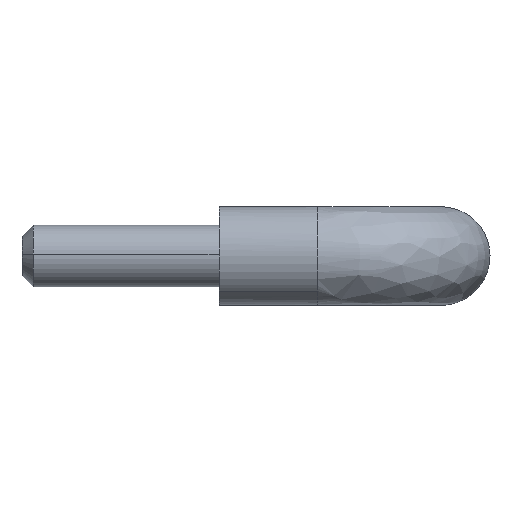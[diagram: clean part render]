
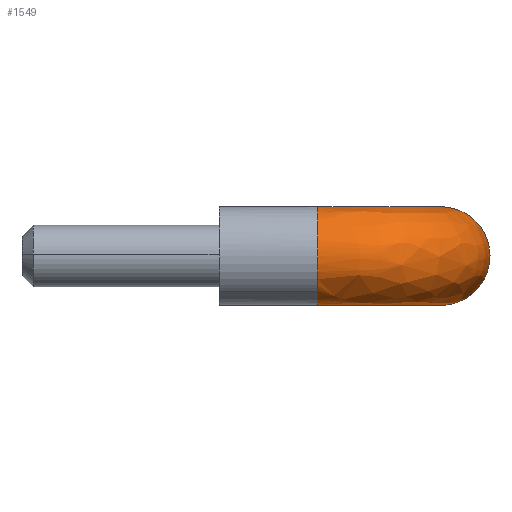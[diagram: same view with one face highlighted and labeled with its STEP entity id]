
A CAD part, left-side view. The second image highlights one B-rep face of the part: STEP entity #1549.
In plain terms, the highlighted free-form (B-spline) face has degree [2, 2] with [3, 9] control points.
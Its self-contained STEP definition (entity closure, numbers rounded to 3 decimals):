
#981=CARTESIAN_POINT('',(10.,-18.05,4.));
#982=VERTEX_POINT('',#981);
#998=CARTESIAN_POINT('',(10.0,-22.0,0.0));
#999=VERTEX_POINT('',#998);
#1000=CARTESIAN_POINT('',(10.,-18.05,4.));
#1001=CARTESIAN_POINT('',(10.0,-22.0,3.95));
#1002=CARTESIAN_POINT('',(10.0,-22.0,0.0));
#1010=(BOUNDED_CURVE()B_SPLINE_CURVE(2,(#1000,#1001,#1002),.UNSPECIFIED.,.F.,.U.)B_SPLINE_CURVE_WITH_KNOTS((3,3),(0.752,1.0),.UNSPECIFIED.)CURVE()GEOMETRIC_REPRESENTATION_ITEM()RATIONAL_B_SPLINE_CURVE((0.995,0.71,1.0))REPRESENTATION_ITEM(''));
#1011=EDGE_CURVE('',#982,#999,#1010,.T.);
#1013=CARTESIAN_POINT('',(10.0,-20.901,-2.753));
#1014=VERTEX_POINT('',#1013);
#1015=CARTESIAN_POINT('',(10.0,-22.0,0.0));
#1016=CARTESIAN_POINT('',(10.,-22.0,-1.596));
#1017=CARTESIAN_POINT('',(10.0,-20.901,-2.753));
#1025=(BOUNDED_CURVE()B_SPLINE_CURVE(2,(#1015,#1016,#1017),.UNSPECIFIED.,.F.,.U.)B_SPLINE_CURVE_WITH_KNOTS((3,3),(0.0,0.121),.UNSPECIFIED.)CURVE()GEOMETRIC_REPRESENTATION_ITEM()RATIONAL_B_SPLINE_CURVE((1.0,0.858,0.854))REPRESENTATION_ITEM(''));
#1026=EDGE_CURVE('',#999,#1014,#1025,.T.);
#1132=CARTESIAN_POINT('',(10.,-17.721,-3.99));
#1133=VERTEX_POINT('',#1132);
#1134=CARTESIAN_POINT('',(10.0,-20.901,-2.753));
#1135=CARTESIAN_POINT('',(10.0,-19.719,-4.));
#1136=CARTESIAN_POINT('',(10.0,-18.0,-4.0));
#1137=CARTESIAN_POINT('',(10.0,-17.86,-4.));
#1138=CARTESIAN_POINT('',(10.,-17.721,-3.99));
#1146=(BOUNDED_CURVE()B_SPLINE_CURVE(2,(#1134,#1135,#1136,#1137,#1138),.UNSPECIFIED.,.F.,.U.)B_SPLINE_CURVE_WITH_KNOTS((3,2,3),(0.121,0.25,0.262),.UNSPECIFIED.)CURVE()GEOMETRIC_REPRESENTATION_ITEM()RATIONAL_B_SPLINE_CURVE((0.854,0.849,1.0,0.986,0.973))REPRESENTATION_ITEM(''));
#1147=EDGE_CURVE('',#1014,#1133,#1146,.T.);
#1186=CARTESIAN_POINT('',(-0.05,-8.,4.));
#1187=VERTEX_POINT('',#1186);
#1242=CARTESIAN_POINT('',(-2.804,-8.,-2.853));
#1243=VERTEX_POINT('',#1242);
#1249=CARTESIAN_POINT('',(-4.,-8.0,0.0));
#1250=VERTEX_POINT('',#1249);
#1251=CARTESIAN_POINT('',(-4.,-8.0,0.0));
#1252=CARTESIAN_POINT('',(-4.,-8.,-1.677));
#1253=CARTESIAN_POINT('',(-2.804,-8.,-2.853));
#1261=(BOUNDED_CURVE()B_SPLINE_CURVE(2,(#1251,#1252,#1253),.UNSPECIFIED.,.F.,.U.)B_SPLINE_CURVE_WITH_KNOTS((3,3),(0.0,0.126),.UNSPECIFIED.)CURVE()GEOMETRIC_REPRESENTATION_ITEM()RATIONAL_B_SPLINE_CURVE((1.0,0.852,0.854))REPRESENTATION_ITEM(''));
#1262=EDGE_CURVE('',#1250,#1243,#1261,.T.);
#1264=CARTESIAN_POINT('',(-0.05,-8.,4.));
#1265=CARTESIAN_POINT('',(-4.0,-8.0,3.95));
#1266=CARTESIAN_POINT('',(-4.,-8.0,0.0));
#1274=(BOUNDED_CURVE()B_SPLINE_CURVE(2,(#1264,#1265,#1266),.UNSPECIFIED.,.F.,.U.)B_SPLINE_CURVE_WITH_KNOTS((3,3),(0.752,1.0),.UNSPECIFIED.)CURVE()GEOMETRIC_REPRESENTATION_ITEM()RATIONAL_B_SPLINE_CURVE((0.995,0.71,1.0))REPRESENTATION_ITEM(''));
#1275=EDGE_CURVE('',#1187,#1250,#1274,.T.);
#1317=CARTESIAN_POINT('',(0.279,-8.,-3.99));
#1318=VERTEX_POINT('',#1317);
#1332=CARTESIAN_POINT('',(-2.804,-8.,-2.853));
#1333=CARTESIAN_POINT('',(-1.636,-8.,-4.));
#1334=CARTESIAN_POINT('',(0.,-8.,-4.));
#1335=CARTESIAN_POINT('',(0.14,-8.,-4.));
#1336=CARTESIAN_POINT('',(0.279,-8.,-3.99));
#1344=(BOUNDED_CURVE()B_SPLINE_CURVE(2,(#1332,#1333,#1334,#1335,#1336),.UNSPECIFIED.,.F.,.U.)B_SPLINE_CURVE_WITH_KNOTS((3,2,3),(0.126,0.25,0.262),.UNSPECIFIED.)CURVE()GEOMETRIC_REPRESENTATION_ITEM()RATIONAL_B_SPLINE_CURVE((0.854,0.855,1.0,0.986,0.973))REPRESENTATION_ITEM(''));
#1345=EDGE_CURVE('',#1243,#1318,#1344,.T.);
#1480=CARTESIAN_POINT('',(0.363,-7.328,-3.986));
#1481=CARTESIAN_POINT('',(-0.41,-18.41,-3.986));
#1482=CARTESIAN_POINT('',(10.672,-17.637,-3.986));
#1483=CARTESIAN_POINT('',(0.333,-7.326,-3.988));
#1484=CARTESIAN_POINT('',(-0.442,-18.442,-3.988));
#1485=CARTESIAN_POINT('',(10.674,-17.667,-3.988));
#1486=CARTESIAN_POINT('',(0.189,-7.316,-3.998));
#1487=CARTESIAN_POINT('',(-0.598,-18.598,-3.998));
#1488=CARTESIAN_POINT('',(10.684,-17.811,-3.998));
#1489=CARTESIAN_POINT('',(0.074,-7.308,-4.));
#1490=CARTESIAN_POINT('',(-0.721,-18.721,-4.));
#1491=CARTESIAN_POINT('',(10.692,-17.926,-4.));
#1492=CARTESIAN_POINT('',(-3.916,-7.03,-4.05));
#1493=CARTESIAN_POINT('',(-5.031,-23.031,-4.05));
#1494=CARTESIAN_POINT('',(10.97,-21.916,-4.05));
#1495=CARTESIAN_POINT('',(-3.966,-7.026,-0.05));
#1496=CARTESIAN_POINT('',(-5.085,-23.085,-0.05));
#1497=CARTESIAN_POINT('',(10.973,-21.966,-0.05));
#1498=CARTESIAN_POINT('',(-4.016,-7.023,3.949));
#1499=CARTESIAN_POINT('',(-5.139,-23.139,3.949));
#1500=CARTESIAN_POINT('',(10.977,-22.016,3.949));
#1501=CARTESIAN_POINT('',(0.003,-7.303,4.));
#1502=CARTESIAN_POINT('',(-0.798,-18.798,4.));
#1503=CARTESIAN_POINT('',(10.697,-17.997,4.));
#1504=CARTESIAN_POINT('',(0.033,-7.305,4.));
#1505=CARTESIAN_POINT('',(-0.766,-18.766,4.));
#1506=CARTESIAN_POINT('',(10.695,-17.967,4.));
#1514=(BOUNDED_SURFACE()B_SPLINE_SURFACE(2,2,((#1480,#1483,#1486,#1489,#1492,#1495,#1498,#1501,#1504),(#1481,#1484,#1487,#1490,#1493,#1496,#1499,#1502,#1505),(#1482,#1485,#1488,#1491,#1494,#1497,#1500,#1503,#1506)),.UNSPECIFIED.,.F.,.F.,.U.)B_SPLINE_SURFACE_WITH_KNOTS((3,3),(3,1,2,2,1,3),(0.0,25.513),(0.0,0.069,0.334,6.962,13.589,13.658),.UNSPECIFIED.)GEOMETRIC_REPRESENTATION_ITEM()RATIONAL_B_SPLINE_SURFACE(((0.896,0.899,0.911,0.922,0.652,0.922,0.652,0.925,0.928),(0.588,0.59,0.598,0.605,0.428,0.605,0.428,0.607,0.609),(0.896,0.899,0.911,0.922,0.652,0.922,0.652,0.925,0.928)))REPRESENTATION_ITEM('')SURFACE());
#1515=ORIENTED_EDGE('',*,*,#1147,.F.);
#1516=ORIENTED_EDGE('',*,*,#1026,.F.);
#1517=ORIENTED_EDGE('',*,*,#1011,.F.);
#1518=CARTESIAN_POINT('',(-0.05,-8.,4.));
#1519=CARTESIAN_POINT('',(-0.05,-18.05,4.));
#1520=CARTESIAN_POINT('',(10.,-18.05,4.));
#1528=(BOUNDED_CURVE()B_SPLINE_CURVE(2,(#1518,#1519,#1520),.UNSPECIFIED.,.F.,.U.)B_SPLINE_CURVE_WITH_KNOTS((3,3),(-1.745,-0.255),.UNSPECIFIED.)CURVE()GEOMETRIC_REPRESENTATION_ITEM()RATIONAL_B_SPLINE_CURVE((0.895,0.633,0.895))REPRESENTATION_ITEM(''));
#1529=EDGE_CURVE('',#1187,#982,#1528,.T.);
#1530=ORIENTED_EDGE('',*,*,#1529,.F.);
#1531=ORIENTED_EDGE('',*,*,#1275,.T.);
#1532=ORIENTED_EDGE('',*,*,#1262,.T.);
#1533=ORIENTED_EDGE('',*,*,#1345,.T.);
#1534=CARTESIAN_POINT('',(0.279,-8.,-3.99));
#1535=CARTESIAN_POINT('',(0.279,-17.721,-3.99));
#1536=CARTESIAN_POINT('',(10.,-17.721,-3.99));
#1544=(BOUNDED_CURVE()B_SPLINE_CURVE(2,(#1534,#1535,#1536),.UNSPECIFIED.,.F.,.U.)B_SPLINE_CURVE_WITH_KNOTS((3,3),(-1.745,-0.255),.UNSPECIFIED.)CURVE()GEOMETRIC_REPRESENTATION_ITEM()RATIONAL_B_SPLINE_CURVE((0.875,0.618,0.875))REPRESENTATION_ITEM(''));
#1545=EDGE_CURVE('',#1318,#1133,#1544,.T.);
#1546=ORIENTED_EDGE('',*,*,#1545,.T.);
#1547=EDGE_LOOP('',(#1515,#1516,#1517,#1530,#1531,#1532,#1533,#1546));
#1548=FACE_OUTER_BOUND('',#1547,.T.);
#1549=ADVANCED_FACE('',(#1548),#1514,.T.);
